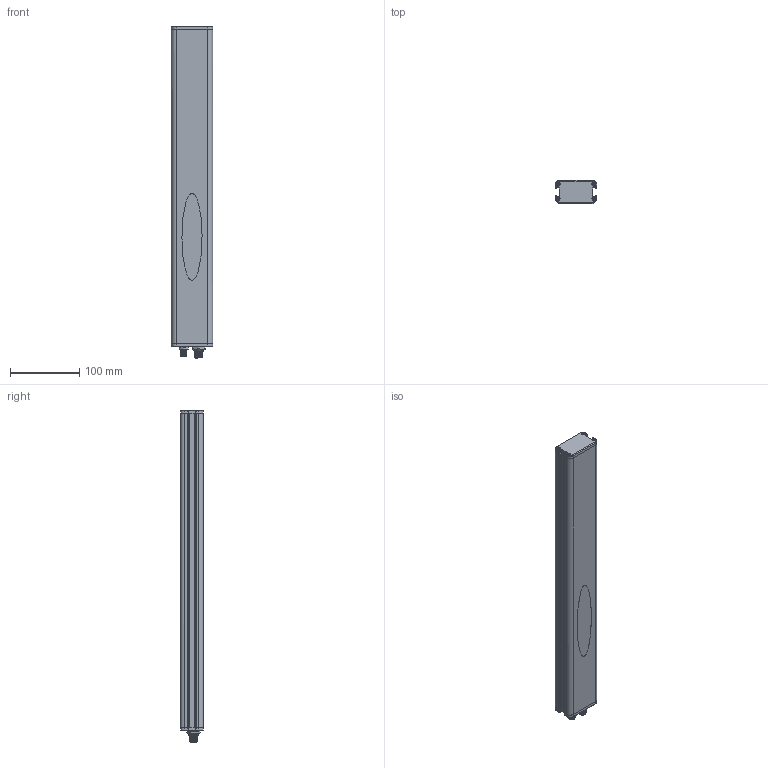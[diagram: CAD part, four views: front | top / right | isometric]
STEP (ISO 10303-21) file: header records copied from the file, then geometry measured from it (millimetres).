
FILE_DESCRIPTION((''),'2;1');
FILE_NAME('142122_SM01_ASM','2022-11-02T16:02:47',('PDMAdmin'),('BANNER ENGINEERING'),'CREO PARAMETRIC BY PTC INC, 2019292','CREO PARAMETRIC BY PTC INC, 2019292','');
FILE_SCHEMA(('CONFIG_CONTROL_DESIGN'));
Length unit declared in the file: millimetre
Products named in the file (2): 142122_EP01; 142122_SM01_ASM
Assembly tree (1 placements, depth 2):
  142122_SM01_ASM
    142122_EP01
Bounding box: 59.4 x 32.7 x 478.26 mm (x, y, z)
Volume: 764388.8 mm3; surface area: 113510.6 mm2
Topology: 1 solids, 1 shells, 588 faces, 1666 edges, 1080 vertices
Faces by surface type: plane 305, cylinder 191, bspline 52, torus 16, cone 14, sphere 8, extrusion 2
Entity records: 38045 total; most frequent: CARTESIAN_POINT 23301, ORIENTED_EDGE 3332, DIRECTION 2716, EDGE_CURVE 1666, VERTEX_POINT 1080, AXIS2_PLACEMENT_3D 907, VECTOR 902, LINE 900
